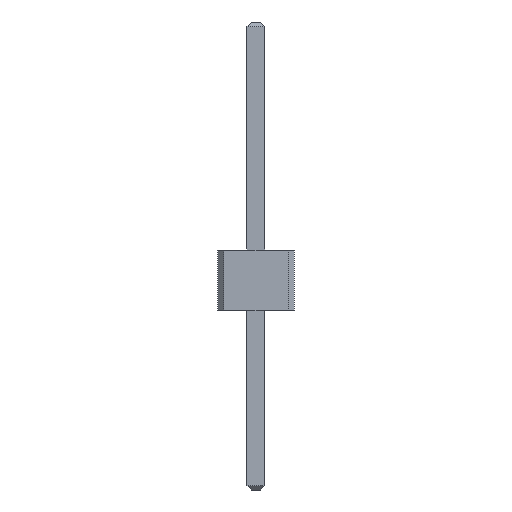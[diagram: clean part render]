
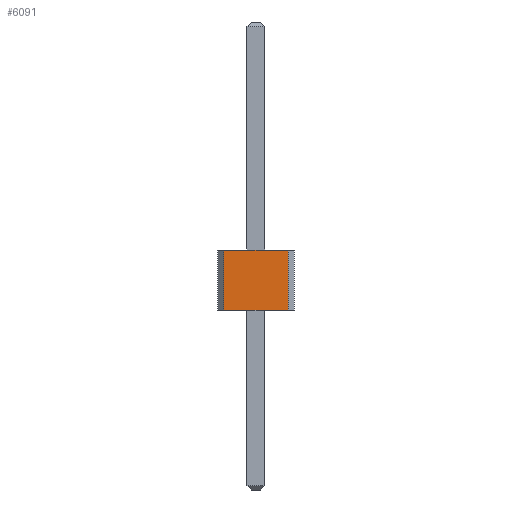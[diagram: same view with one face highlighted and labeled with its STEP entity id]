
A CAD part, front view. The second image highlights one B-rep face of the part: STEP entity #6091.
In plain terms, the highlighted planar face has unit normal (0, -1, 0).
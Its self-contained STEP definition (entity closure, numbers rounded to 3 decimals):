
#13=DIRECTION('',(0.,0.,1.));
#27=VECTOR('',#13,1.);
#89=DIRECTION('',(1.,0.,0.));
#608=VERTEX_POINT('',#609);
#609=CARTESIAN_POINT('',(-0.535,-34.5,0.));
#612=EDGE_CURVE('',#608,#613,#615,.T.);
#613=VERTEX_POINT('',#614);
#614=CARTESIAN_POINT('',(0.535,-34.5,0.));
#615=LINE('',#609,#616);
#616=VECTOR('',#89,1.);
#630=DIRECTION('',(0.,1.,0.));
#2577=VERTEX_POINT('',#2578);
#2578=CARTESIAN_POINT('',(-0.535,-34.5,1.));
#2580=ORIENTED_EDGE('',*,*,#2581,.T.);
#2581=EDGE_CURVE('',#2577,#2582,#2584,.T.);
#2582=VERTEX_POINT('',#2583);
#2583=CARTESIAN_POINT('',(0.535,-34.5,1.));
#2584=LINE('',#2578,#616);
#6076=EDGE_CURVE('',#608,#2577,#6077,.T.);
#6077=LINE('',#609,#27);
#6091=ADVANCED_FACE('',(#6092),#6099,.F.);
#6092=FACE_BOUND('',#6093,.F.);
#6093=EDGE_LOOP('',(#6094,#2580,#6095,#6098));
#6094=ORIENTED_EDGE('',*,*,#6076,.T.);
#6095=ORIENTED_EDGE('',*,*,#6096,.F.);
#6096=EDGE_CURVE('',#613,#2582,#6097,.T.);
#6097=LINE('',#614,#27);
#6098=ORIENTED_EDGE('',*,*,#612,.F.);
#6099=PLANE('',#6100);
#6100=AXIS2_PLACEMENT_3D('',#609,#630,#89);
